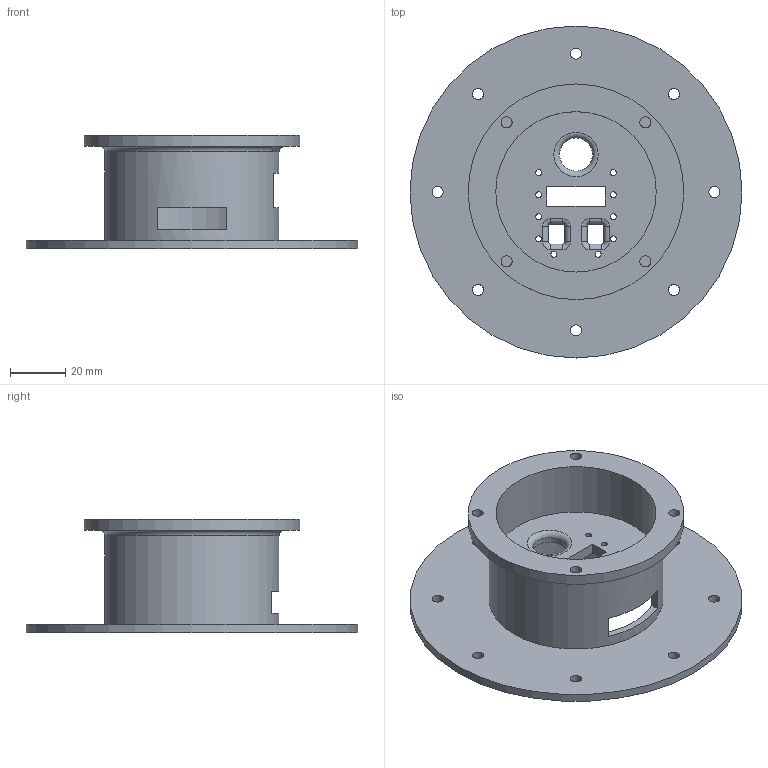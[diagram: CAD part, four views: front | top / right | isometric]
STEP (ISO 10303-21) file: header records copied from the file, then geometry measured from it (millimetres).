
FILE_DESCRIPTION(/* description */ (''),/* implementation_level */ '2;1');
FILE_NAME(/* name */ 'ModuloTrasero_circular4_Parametrizado_ipt_3369f3d3.STEP',/* time_stamp */ '2022-04-06T01:17:20-05:00',/* author */ ('Alcatraz'),/* organization */ (''),/* preprocessor_version */ 'ST-DEVELOPER v18.1',/* originating_system */ 'Autodesk Inventor 2021',/* authorisation */ '');
FILE_SCHEMA (('AUTOMOTIVE_DESIGN { 1 0 10303 214 3 1 1 }'));
Length unit declared in the file: millimetre
Products named in the file (1): ModuloTrasero_circular4_Parametrizado
Bounding box: 120 x 120 x 41 mm (x, y, z)
Volume: 58439.4 mm3; surface area: 41385.3 mm2
Topology: 1 solids, 1 shells, 79 faces, 219 edges, 143 vertices
Faces by surface type: cylinder 44, plane 25, torus 10
Full cylindrical faces by diameter (mm): 2.2 x10, 4 x12, 12 x1, 58 x2, 63 x1, 78 x1, 120 x1
Entity records: 2737 total; most frequent: DIRECTION 506, CARTESIAN_POINT 442, ORIENTED_EDGE 438, EDGE_CURVE 219, AXIS2_PLACEMENT_3D 207, VERTEX_POINT 143, EDGE_LOOP 134, CIRCLE 127
